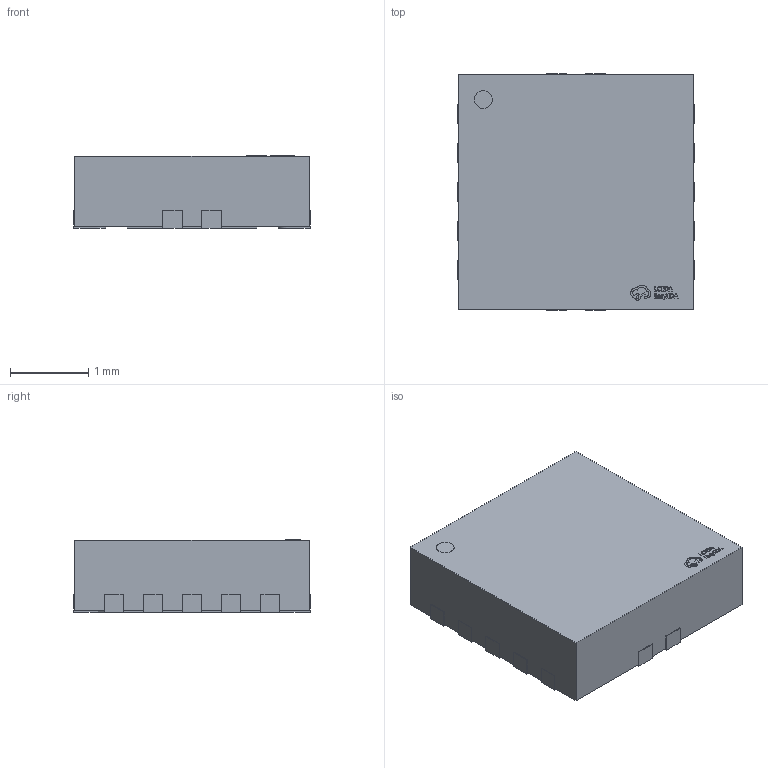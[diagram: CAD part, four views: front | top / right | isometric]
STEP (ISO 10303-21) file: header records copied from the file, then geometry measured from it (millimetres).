
FILE_DESCRIPTION(('Open CASCADE Model'),'2;1');
FILE_NAME('Open CASCADE Shape Model','2026-01-12T11:42:44',('Author'),( 'Open CASCADE'),'Open CASCADE STEP processor 7.8','Open CASCADE 7.8' ,'Unknown');
FILE_SCHEMA(('AUTOMOTIVE_DESIGN { 1 0 10303 214 1 1 1 1 }'));
Length unit declared in the file: millimetre
Products named in the file (1): COMPOUND
Bounding box: 3.02 x 3.02 x 0.92 mm (x, y, z)
Volume: 8.2 mm3; surface area: 29.4 mm2
Topology: 14 solids, 14 shells, 393 faces, 1071 edges, 714 vertices
Faces by surface type: bspline 393
Entity records: 15550 total; most frequent: CARTESIAN_POINT 6093, ORIENTED_EDGE 2142, EDGE_CURVE 1071, B_SPLINE_CURVE_WITH_KNOTS 1037, VERTEX_POINT 714, FACE_BOUND 413, EDGE_LOOP 413, PRESENTATION_STYLE_ASSIGNMENT 407
